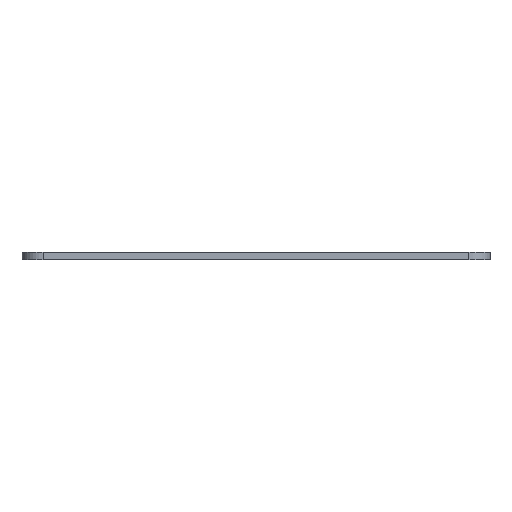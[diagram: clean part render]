
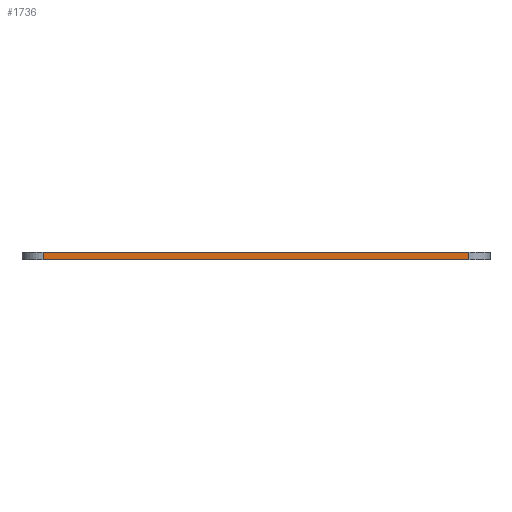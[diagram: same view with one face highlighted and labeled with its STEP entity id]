
A CAD part, front view. The second image highlights one B-rep face of the part: STEP entity #1736.
In plain terms, the highlighted planar face has unit normal (0, -1, 0).
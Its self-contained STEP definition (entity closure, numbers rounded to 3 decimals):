
#73 = PLANE('',#74);
#74 = AXIS2_PLACEMENT_3D('',#75,#76,#77);
#75 = CARTESIAN_POINT('',(0.228,-2.926,1.6));
#76 = DIRECTION('',(0.,0.,1.));
#77 = DIRECTION('',(1.,0.,0.));
#128 = PLANE('',#129);
#129 = AXIS2_PLACEMENT_3D('',#130,#131,#132);
#130 = CARTESIAN_POINT('',(0.228,-2.926,0.));
#131 = DIRECTION('',(0.,0.,1.));
#132 = DIRECTION('',(1.,0.,0.));
#663 = VERTEX_POINT('',#664);
#664 = CARTESIAN_POINT('',(-43.409,-51.41,0.));
#679 = CYLINDRICAL_SURFACE('',#680,4.318);
#680 = AXIS2_PLACEMENT_3D('',#681,#682,#683);
#681 = CARTESIAN_POINT('',(-43.409,-47.092,0.));
#682 = DIRECTION('',(-0.,-0.,-1.));
#683 = DIRECTION('',(1.,0.,0.));
#691 = EDGE_CURVE('',#692,#663,#694,.T.);
#692 = VERTEX_POINT('',#693);
#693 = CARTESIAN_POINT('',(43.409,-51.41,0.));
#694 = SURFACE_CURVE('',#695,(#699,#706),.PCURVE_S1.);
#695 = LINE('',#696,#697);
#696 = CARTESIAN_POINT('',(43.409,-51.41,0.));
#697 = VECTOR('',#698,1.);
#698 = DIRECTION('',(-1.,0.,0.));
#699 = PCURVE('',#128,#700);
#700 = DEFINITIONAL_REPRESENTATION('',(#701),#705);
#701 = LINE('',#702,#703);
#702 = CARTESIAN_POINT('',(43.18,-48.483));
#703 = VECTOR('',#704,1.);
#704 = DIRECTION('',(-1.,0.));
#705 = ( GEOMETRIC_REPRESENTATION_CONTEXT(2) 
PARAMETRIC_REPRESENTATION_CONTEXT() REPRESENTATION_CONTEXT('2D SPACE',''
  ) );
#706 = PCURVE('',#707,#712);
#707 = PLANE('',#708);
#708 = AXIS2_PLACEMENT_3D('',#709,#710,#711);
#709 = CARTESIAN_POINT('',(43.409,-51.41,0.));
#710 = DIRECTION('',(0.,-1.,0.));
#711 = DIRECTION('',(-1.,0.,0.));
#712 = DEFINITIONAL_REPRESENTATION('',(#713),#717);
#713 = LINE('',#714,#715);
#714 = CARTESIAN_POINT('',(0.,-0.));
#715 = VECTOR('',#716,1.);
#716 = DIRECTION('',(1.,0.));
#717 = ( GEOMETRIC_REPRESENTATION_CONTEXT(2) 
PARAMETRIC_REPRESENTATION_CONTEXT() REPRESENTATION_CONTEXT('2D SPACE',''
  ) );
#736 = CYLINDRICAL_SURFACE('',#737,4.318);
#737 = AXIS2_PLACEMENT_3D('',#738,#739,#740);
#738 = CARTESIAN_POINT('',(43.409,-47.092,0.));
#739 = DIRECTION('',(-0.,-0.,-1.));
#740 = DIRECTION('',(1.,0.,0.));
#1278 = VERTEX_POINT('',#1279);
#1279 = CARTESIAN_POINT('',(-43.409,-51.41,1.6));
#1301 = EDGE_CURVE('',#1302,#1278,#1304,.T.);
#1302 = VERTEX_POINT('',#1303);
#1303 = CARTESIAN_POINT('',(43.409,-51.41,1.6));
#1304 = SURFACE_CURVE('',#1305,(#1309,#1316),.PCURVE_S1.);
#1305 = LINE('',#1306,#1307);
#1306 = CARTESIAN_POINT('',(43.409,-51.41,1.6));
#1307 = VECTOR('',#1308,1.);
#1308 = DIRECTION('',(-1.,0.,0.));
#1309 = PCURVE('',#73,#1310);
#1310 = DEFINITIONAL_REPRESENTATION('',(#1311),#1315);
#1311 = LINE('',#1312,#1313);
#1312 = CARTESIAN_POINT('',(43.18,-48.483));
#1313 = VECTOR('',#1314,1.);
#1314 = DIRECTION('',(-1.,0.));
#1315 = ( GEOMETRIC_REPRESENTATION_CONTEXT(2) 
PARAMETRIC_REPRESENTATION_CONTEXT() REPRESENTATION_CONTEXT('2D SPACE',''
  ) );
#1316 = PCURVE('',#707,#1317);
#1317 = DEFINITIONAL_REPRESENTATION('',(#1318),#1322);
#1318 = LINE('',#1319,#1320);
#1319 = CARTESIAN_POINT('',(0.,-1.6));
#1320 = VECTOR('',#1321,1.);
#1321 = DIRECTION('',(1.,0.));
#1322 = ( GEOMETRIC_REPRESENTATION_CONTEXT(2) 
PARAMETRIC_REPRESENTATION_CONTEXT() REPRESENTATION_CONTEXT('2D SPACE',''
  ) );
#1686 = EDGE_CURVE('',#692,#1302,#1687,.T.);
#1687 = SURFACE_CURVE('',#1688,(#1692,#1699),.PCURVE_S1.);
#1688 = LINE('',#1689,#1690);
#1689 = CARTESIAN_POINT('',(43.409,-51.41,0.));
#1690 = VECTOR('',#1691,1.);
#1691 = DIRECTION('',(0.,0.,1.));
#1692 = PCURVE('',#736,#1693);
#1693 = DEFINITIONAL_REPRESENTATION('',(#1694),#1698);
#1694 = LINE('',#1695,#1696);
#1695 = CARTESIAN_POINT('',(-4.712,0.));
#1696 = VECTOR('',#1697,1.);
#1697 = DIRECTION('',(-0.,-1.));
#1698 = ( GEOMETRIC_REPRESENTATION_CONTEXT(2) 
PARAMETRIC_REPRESENTATION_CONTEXT() REPRESENTATION_CONTEXT('2D SPACE',''
  ) );
#1699 = PCURVE('',#707,#1700);
#1700 = DEFINITIONAL_REPRESENTATION('',(#1701),#1705);
#1701 = LINE('',#1702,#1703);
#1702 = CARTESIAN_POINT('',(0.,-0.));
#1703 = VECTOR('',#1704,1.);
#1704 = DIRECTION('',(0.,-1.));
#1705 = ( GEOMETRIC_REPRESENTATION_CONTEXT(2) 
PARAMETRIC_REPRESENTATION_CONTEXT() REPRESENTATION_CONTEXT('2D SPACE',''
  ) );
#1736 = ADVANCED_FACE('',(#1737),#707,.T.);
#1737 = FACE_BOUND('',#1738,.T.);
#1738 = EDGE_LOOP('',(#1739,#1740,#1741,#1762));
#1739 = ORIENTED_EDGE('',*,*,#1686,.T.);
#1740 = ORIENTED_EDGE('',*,*,#1301,.T.);
#1741 = ORIENTED_EDGE('',*,*,#1742,.F.);
#1742 = EDGE_CURVE('',#663,#1278,#1743,.T.);
#1743 = SURFACE_CURVE('',#1744,(#1748,#1755),.PCURVE_S1.);
#1744 = LINE('',#1745,#1746);
#1745 = CARTESIAN_POINT('',(-43.409,-51.41,0.));
#1746 = VECTOR('',#1747,1.);
#1747 = DIRECTION('',(0.,0.,1.));
#1748 = PCURVE('',#707,#1749);
#1749 = DEFINITIONAL_REPRESENTATION('',(#1750),#1754);
#1750 = LINE('',#1751,#1752);
#1751 = CARTESIAN_POINT('',(86.817,0.));
#1752 = VECTOR('',#1753,1.);
#1753 = DIRECTION('',(0.,-1.));
#1754 = ( GEOMETRIC_REPRESENTATION_CONTEXT(2) 
PARAMETRIC_REPRESENTATION_CONTEXT() REPRESENTATION_CONTEXT('2D SPACE',''
  ) );
#1755 = PCURVE('',#679,#1756);
#1756 = DEFINITIONAL_REPRESENTATION('',(#1757),#1761);
#1757 = LINE('',#1758,#1759);
#1758 = CARTESIAN_POINT('',(-4.712,0.));
#1759 = VECTOR('',#1760,1.);
#1760 = DIRECTION('',(-0.,-1.));
#1761 = ( GEOMETRIC_REPRESENTATION_CONTEXT(2) 
PARAMETRIC_REPRESENTATION_CONTEXT() REPRESENTATION_CONTEXT('2D SPACE',''
  ) );
#1762 = ORIENTED_EDGE('',*,*,#691,.F.);
